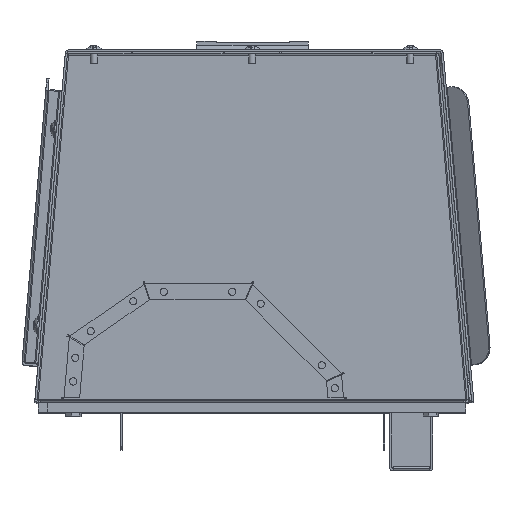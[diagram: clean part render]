
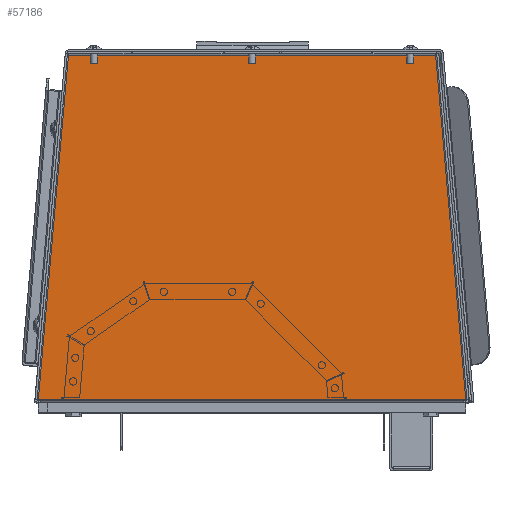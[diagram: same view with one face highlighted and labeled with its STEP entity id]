
A CAD part, front view. The second image highlights one B-rep face of the part: STEP entity #57186.
In plain terms, the highlighted planar face has unit normal (0, -1, 0.001).
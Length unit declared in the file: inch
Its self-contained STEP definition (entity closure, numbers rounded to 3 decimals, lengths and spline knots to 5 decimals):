
#1845 = ORIENTED_EDGE ( 'NONE', *, *, #26319, .T. ) ;
#2420 = AXIS2_PLACEMENT_3D ( 'NONE', #46956, #19567, #68903 ) ;
#3302 = VERTEX_POINT ( 'NONE', #3493 ) ;
#3493 = CARTESIAN_POINT ( 'NONE',  ( -5.75744, 0.58804, -4.53291 ) ) ;
#7432 = EDGE_LOOP ( 'NONE', ( #18102, #1845, #11399, #36763, #22342, #43618 ) ) ;
#10891 = VECTOR ( 'NONE', #18285, 39.37008 ) ;
#11399 = ORIENTED_EDGE ( 'NONE', *, *, #24412, .F. ) ;
#12446 = VECTOR ( 'NONE', #42311, 39.37008 ) ;
#12739 = VECTOR ( 'NONE', #13695, 39.37008 ) ;
#13436 = VECTOR ( 'NONE', #15715, 39.37008 ) ;
#13695 = DIRECTION ( 'NONE',  ( -1., 0., 0. ) ) ;
#14535 = FACE_OUTER_BOUND ( 'NONE', #7432, .T. ) ;
#15715 = DIRECTION ( 'NONE',  ( -0.087, -0.001, -0.996 ) ) ;
#18102 = ORIENTED_EDGE ( 'NONE', *, *, #68072, .T. ) ;
#18285 = DIRECTION ( 'NONE',  ( -0.087, 0.001, 0.996 ) ) ;
#18419 = CARTESIAN_POINT ( 'NONE',  ( 5.72642, 0.58804, -4.53291 ) ) ;
#19567 = DIRECTION ( 'NONE',  ( 0., -1., 0.001 ) ) ;
#19673 = VECTOR ( 'NONE', #42237, 39.37008 ) ;
#19915 = LINE ( 'NONE', #26043, #19673 ) ;
#20514 = LINE ( 'NONE', #36364, #12739 ) ;
#22342 = ORIENTED_EDGE ( 'NONE', *, *, #31897, .T. ) ;
#22945 = DIRECTION ( 'NONE',  ( -1., 0., 0. ) ) ;
#23309 = CARTESIAN_POINT ( 'NONE',  ( 5.66844, 0.58804, -4.53291 ) ) ;
#24412 = EDGE_CURVE ( 'NONE', #62659, #39854, #60743, .T. ) ;
#25759 = CARTESIAN_POINT ( 'NONE',  ( -5.75744, 0.58804, -4.53291 ) ) ;
#26043 = CARTESIAN_POINT ( 'NONE',  ( 5.66844, 0.58804, -4.53291 ) ) ;
#26319 = EDGE_CURVE ( 'NONE', #3302, #39854, #41579, .T. ) ;
#30393 = PLANE ( 'NONE',  #2420 ) ;
#31897 = EDGE_CURVE ( 'NONE', #33936, #66141, #62577, .T. ) ;
#32993 = CARTESIAN_POINT ( 'NONE',  ( -4.94782, 0.59613, 4.72109 ) ) ;
#33936 = VERTEX_POINT ( 'NONE', #18419 ) ;
#36364 = CARTESIAN_POINT ( 'NONE',  ( 4.9168, 0.59613, 4.72109 ) ) ;
#36763 = ORIENTED_EDGE ( 'NONE', *, *, #49589, .T. ) ;
#39854 = VERTEX_POINT ( 'NONE', #43046 ) ;
#41579 = LINE ( 'NONE', #25759, #12446 ) ;
#42237 = DIRECTION ( 'NONE',  ( 1., 0., 0. ) ) ;
#42311 = DIRECTION ( 'NONE',  ( 1., 0., 0. ) ) ;
#43046 = CARTESIAN_POINT ( 'NONE',  ( -5.69946, 0.58804, -4.53291 ) ) ;
#43583 = VERTEX_POINT ( 'NONE', #57320 ) ;
#43618 = ORIENTED_EDGE ( 'NONE', *, *, #48714, .T. ) ;
#46956 = CARTESIAN_POINT ( 'NONE',  ( -5.69946, 0.588, -4.5773 ) ) ;
#48714 = EDGE_CURVE ( 'NONE', #66141, #43583, #20514, .T. ) ;
#49589 = EDGE_CURVE ( 'NONE', #62659, #33936, #19915, .T. ) ;
#50300 = CARTESIAN_POINT ( 'NONE',  ( 5.66844, 0.58804, -4.53291 ) ) ;
#54936 = VECTOR ( 'NONE', #22945, 39.37008 ) ;
#54948 = LINE ( 'NONE', #32993, #13436 ) ;
#56443 = CARTESIAN_POINT ( 'NONE',  ( 5.64348, 0.58887, -3.58492 ) ) ;
#57186 = ADVANCED_FACE ( 'NONE', ( #14535 ), #30393, .T. ) ;
#57320 = CARTESIAN_POINT ( 'NONE',  ( -4.94782, 0.59613, 4.72109 ) ) ;
#60743 = LINE ( 'NONE', #23309, #54936 ) ;
#62577 = LINE ( 'NONE', #56443, #10891 ) ;
#62659 = VERTEX_POINT ( 'NONE', #50300 ) ;
#64423 = CARTESIAN_POINT ( 'NONE',  ( 4.9168, 0.59613, 4.72109 ) ) ;
#66141 = VERTEX_POINT ( 'NONE', #64423 ) ;
#68072 = EDGE_CURVE ( 'NONE', #43583, #3302, #54948, .T. ) ;
#68903 = DIRECTION ( 'NONE',  ( -0.087, 0.001, 0.996 ) ) ;
